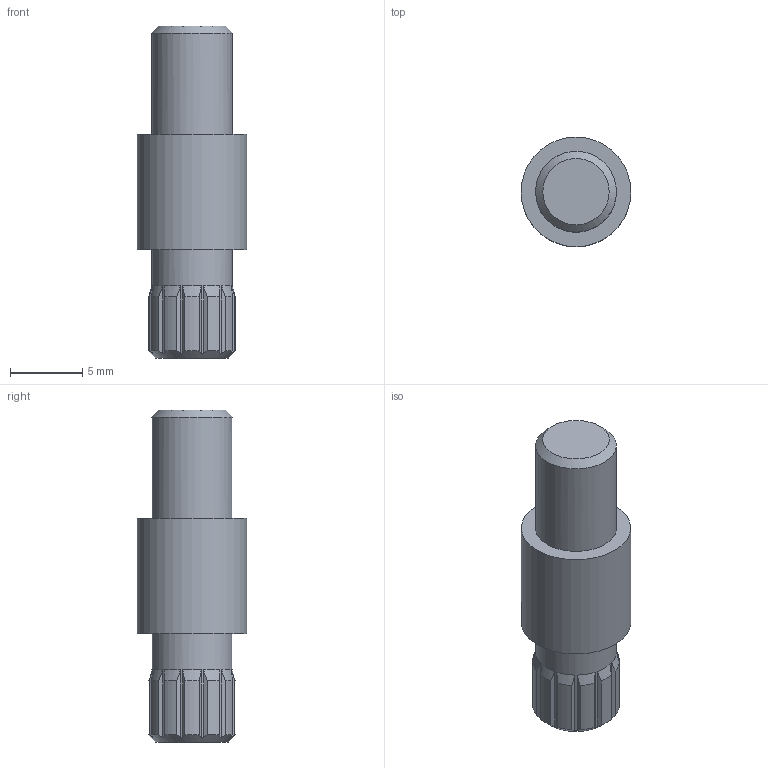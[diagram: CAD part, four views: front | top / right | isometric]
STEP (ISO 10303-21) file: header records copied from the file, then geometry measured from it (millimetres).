
FILE_DESCRIPTION (( 'STEP AP203' ), '1' );
FILE_NAME ('38-STIFT.step', '2024-04-19T11:07:59', ( '' ), ( '' ), 'SwSTEP 2.0', 'SolidWorks 2018', '' );
FILE_SCHEMA (( 'CONFIG_CONTROL_DESIGN' ));
Length unit declared in the file: millimetre
Products named in the file (3): 38-STIFT; 38-STIFT Teil1_38-STIFT Teil1; 38-STIFT Teil2
Assembly tree (2 placements, depth 2):
  38-STIFT
    38-STIFT Teil1_38-STIFT Teil1
    38-STIFT Teil2
Bounding box: 7.6 x 7.6 x 23 mm (x, y, z)
Volume: 741.2 mm3; surface area: 835.9 mm2
Topology: 2 solids, 2 shells, 265 faces, 719 edges, 479 vertices
Faces by surface type: plane 142, bspline 94, cylinder 15, cone 14
Full cylindrical faces by diameter (mm): 5.6 x2, 7.6 x1
Entity records: 13106 total; most frequent: CARTESIAN_POINT 6833, ORIENTED_EDGE 1424, DIRECTION 883, EDGE_CURVE 712, VERTEX_POINT 477, LINE 421, VECTOR 421, EDGE_LOOP 293
